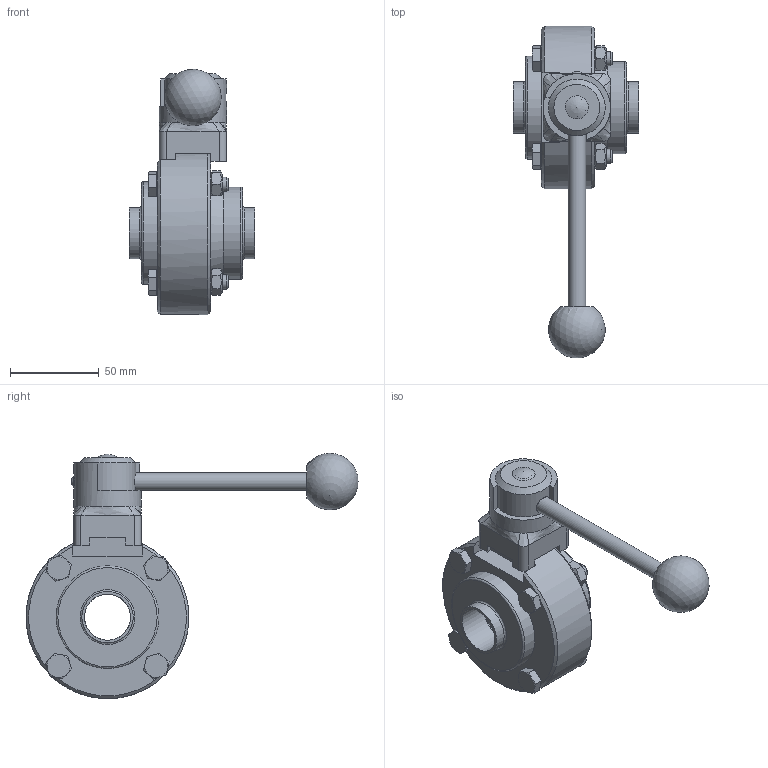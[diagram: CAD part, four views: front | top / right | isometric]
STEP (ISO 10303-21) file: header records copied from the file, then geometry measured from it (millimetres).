
FILE_DESCRIPTION((''),'2;1');
FILE_NAME('69322025XX00.stp','2014-07-23T13:09:10',('hehmen'),(''),'Autodesk Inventor 2011','Autodesk Inventor 2011','');
FILE_SCHEMA(('AUTOMOTIVE_DESIGN { 1 0 10303 214 1 1 1 1 }'));
Length unit declared in the file: millimetre
Products named in the file (1): 69322025XX00
Bounding box: 71 x 187.36 x 138.39 mm (x, y, z)
Volume: 288648.9 mm3; surface area: 83242.1 mm2
Topology: 1 solids, 8 shells, 353 faces, 871 edges, 546 vertices
Faces by surface type: plane 167, cylinder 78, cone 50, bspline 33, torus 22, sphere 3
Full cylindrical faces by diameter (mm): 5.5 x1, 6.2 x1, 7 x1, 8 x8, 8.376 x1, 8.5 x4, 8.8 x2, 9 x2, 9.8 x1, 10 x1, 10.5 x1, 11.63 x4, 13.8 x1, 14 x1, 15.3 x1, 20.2 x1, 26 x3, 28 x2, 28.1 x2, 29 x2, 35 x2, 38 x1, 41 x2, 41.15 x4, 45.6 x2, 47 x1, 50 x1, 52 x1, 55.9 x1, 56 x1
Entity records: 11869 total; most frequent: CARTESIAN_POINT 4220, DIRECTION 1442, ORIENTED_EDGE 1402, EDGE_CURVE 701, AXIS2_PLACEMENT_3D 602, EDGE_LOOP 520, VERTEX_POINT 493, STYLED_ITEM 354
